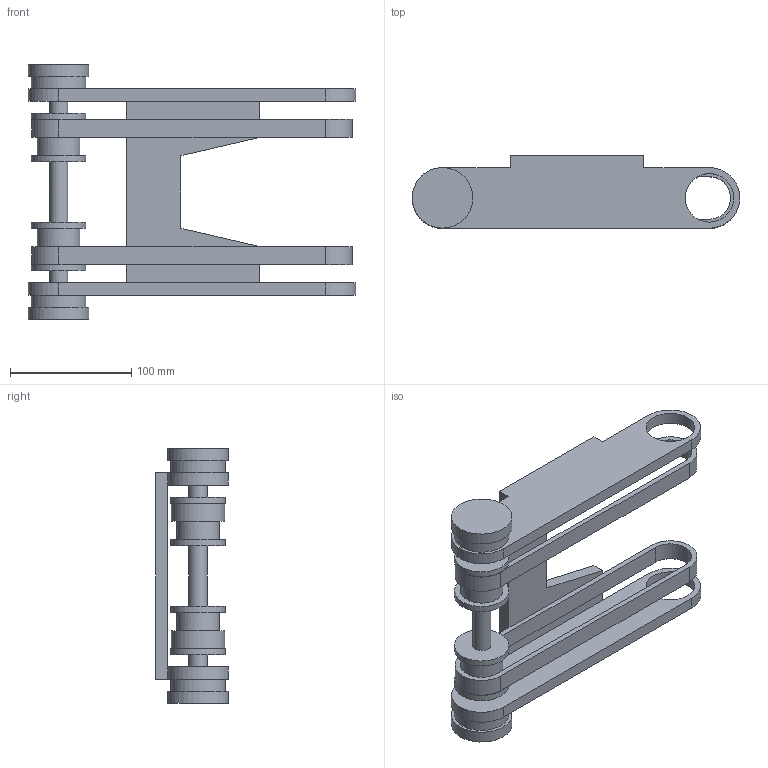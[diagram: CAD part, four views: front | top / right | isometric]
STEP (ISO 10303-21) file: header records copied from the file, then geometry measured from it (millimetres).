
FILE_DESCRIPTION(/* description */ (''),/* implementation_level */ '2;1');
FILE_NAME(/* name */ 'Eslabon2_ipt_2ec927c1.STEP',/* time_stamp */ '2021-09-10T00:32:34-05:00',/* author */ ('geral'),/* organization */ (''),/* preprocessor_version */ 'ST-DEVELOPER v18.1',/* originating_system */ 'Autodesk Inventor 2021',/* authorisation */ '');
FILE_SCHEMA (('AUTOMOTIVE_DESIGN { 1 0 10303 214 3 1 1 }'));
Length unit declared in the file: millimetre
Products named in the file (1): Eslabon2
Bounding box: 270 x 60 x 210 mm (x, y, z)
Volume: 621625.9 mm3; surface area: 158359.3 mm2
Topology: 1 solids, 1 shells, 69 faces, 199 edges, 140 vertices
Faces by surface type: plane 44, cylinder 25
Full cylindrical faces by diameter (mm): 15 x3, 35 x2, 40 x2, 45 x6, 50 x2
Entity records: 2407 total; most frequent: DIRECTION 427, CARTESIAN_POINT 409, ORIENTED_EDGE 398, EDGE_CURVE 199, AXIS2_PLACEMENT_3D 158, VERTEX_POINT 140, LINE 111, VECTOR 111
